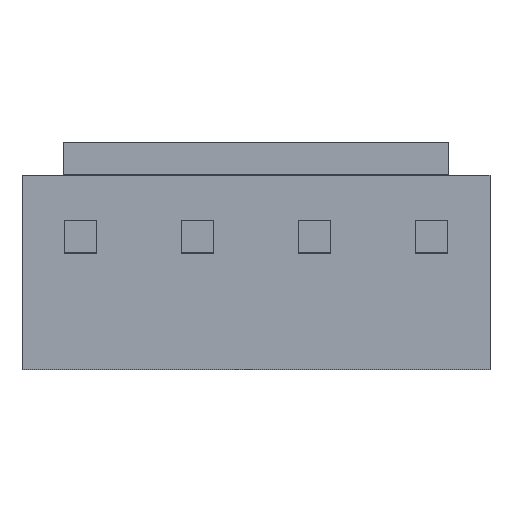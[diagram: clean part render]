
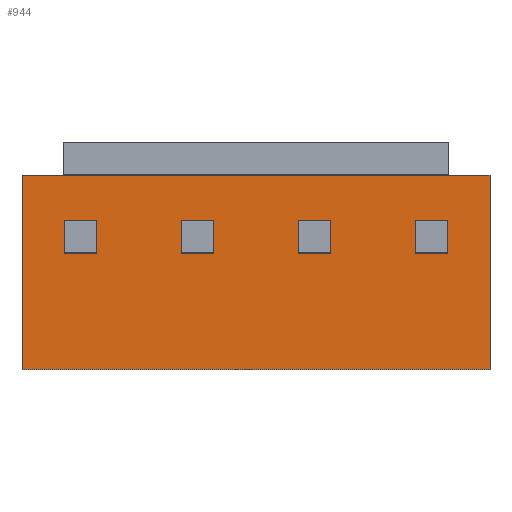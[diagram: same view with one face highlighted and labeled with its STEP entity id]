
A CAD part, top view. The second image highlights one B-rep face of the part: STEP entity #944.
In plain terms, the highlighted planar face has unit normal (0, 0, 1).
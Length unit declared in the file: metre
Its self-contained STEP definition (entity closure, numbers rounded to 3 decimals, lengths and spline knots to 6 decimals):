
#56=ORIENTED_EDGE('',*,*,#264,.F.);
#57=ORIENTED_EDGE('',*,*,#268,.F.);
#58=ORIENTED_EDGE('',*,*,#271,.T.);
#59=ORIENTED_EDGE('',*,*,#274,.T.);
#60=ORIENTED_EDGE('',*,*,#261,.F.);
#61=ORIENTED_EDGE('',*,*,#295,.F.);
#62=ORIENTED_EDGE('',*,*,#296,.F.);
#63=ORIENTED_EDGE('',*,*,#297,.T.);
#64=ORIENTED_EDGE('',*,*,#298,.T.);
#65=ORIENTED_EDGE('',*,*,#299,.F.);
#66=ORIENTED_EDGE('',*,*,#300,.F.);
#67=ORIENTED_EDGE('',*,*,#301,.F.);
#68=ORIENTED_EDGE('',*,*,#302,.T.);
#69=ORIENTED_EDGE('',*,*,#303,.T.);
#70=ORIENTED_EDGE('',*,*,#304,.F.);
#71=ORIENTED_EDGE('',*,*,#305,.T.);
#72=ORIENTED_EDGE('',*,*,#306,.T.);
#73=ORIENTED_EDGE('',*,*,#307,.F.);
#74=ORIENTED_EDGE('',*,*,#308,.F.);
#75=ORIENTED_EDGE('',*,*,#309,.T.);
#76=ORIENTED_EDGE('',*,*,#310,.T.);
#77=ORIENTED_EDGE('',*,*,#311,.F.);
#261=EDGE_CURVE('',#384,#386,#467,.T.);
#264=EDGE_CURVE('',#388,#389,#470,.T.);
#268=EDGE_CURVE('',#392,#388,#474,.T.);
#271=EDGE_CURVE('',#392,#394,#477,.T.);
#274=EDGE_CURVE('',#394,#386,#480,.T.);
#295=EDGE_CURVE('',#389,#384,#501,.T.);
#296=EDGE_CURVE('',#414,#415,#502,.T.);
#297=EDGE_CURVE('',#414,#416,#503,.T.);
#298=EDGE_CURVE('',#416,#417,#504,.T.);
#299=EDGE_CURVE('',#415,#417,#505,.T.);
#300=EDGE_CURVE('',#418,#419,#506,.T.);
#301=EDGE_CURVE('',#420,#418,#507,.T.);
#302=EDGE_CURVE('',#420,#421,#508,.T.);
#303=EDGE_CURVE('',#421,#419,#509,.T.);
#304=EDGE_CURVE('',#422,#423,#510,.T.);
#305=EDGE_CURVE('',#422,#424,#511,.T.);
#306=EDGE_CURVE('',#424,#425,#512,.T.);
#307=EDGE_CURVE('',#423,#425,#513,.T.);
#308=EDGE_CURVE('',#426,#427,#514,.T.);
#309=EDGE_CURVE('',#426,#428,#515,.T.);
#310=EDGE_CURVE('',#428,#429,#516,.T.);
#311=EDGE_CURVE('',#427,#429,#517,.T.);
#384=VERTEX_POINT('',#1602);
#386=VERTEX_POINT('',#1605);
#388=VERTEX_POINT('',#1611);
#389=VERTEX_POINT('',#1612);
#392=VERTEX_POINT('',#1620);
#394=VERTEX_POINT('',#1626);
#414=VERTEX_POINT('',#1674);
#415=VERTEX_POINT('',#1675);
#416=VERTEX_POINT('',#1677);
#417=VERTEX_POINT('',#1679);
#418=VERTEX_POINT('',#1682);
#419=VERTEX_POINT('',#1683);
#420=VERTEX_POINT('',#1685);
#421=VERTEX_POINT('',#1687);
#422=VERTEX_POINT('',#1690);
#423=VERTEX_POINT('',#1691);
#424=VERTEX_POINT('',#1693);
#425=VERTEX_POINT('',#1695);
#426=VERTEX_POINT('',#1698);
#427=VERTEX_POINT('',#1699);
#428=VERTEX_POINT('',#1701);
#429=VERTEX_POINT('',#1703);
#467=LINE('',#1604,#591);
#470=LINE('',#1610,#594);
#474=LINE('',#1619,#598);
#477=LINE('',#1625,#601);
#480=LINE('',#1631,#604);
#501=LINE('',#1672,#625);
#502=LINE('',#1673,#626);
#503=LINE('',#1676,#627);
#504=LINE('',#1678,#628);
#505=LINE('',#1680,#629);
#506=LINE('',#1681,#630);
#507=LINE('',#1684,#631);
#508=LINE('',#1686,#632);
#509=LINE('',#1688,#633);
#510=LINE('',#1689,#634);
#511=LINE('',#1692,#635);
#512=LINE('',#1694,#636);
#513=LINE('',#1696,#637);
#514=LINE('',#1697,#638);
#515=LINE('',#1700,#639);
#516=LINE('',#1702,#640);
#517=LINE('',#1704,#641);
#591=VECTOR('',#1374,1.);
#594=VECTOR('',#1379,1.);
#598=VECTOR('',#1385,1.);
#601=VECTOR('',#1390,1.);
#604=VECTOR('',#1395,1.);
#625=VECTOR('',#1420,1.);
#626=VECTOR('',#1421,1.);
#627=VECTOR('',#1422,1.);
#628=VECTOR('',#1423,1.);
#629=VECTOR('',#1424,1.);
#630=VECTOR('',#1425,1.);
#631=VECTOR('',#1426,1.);
#632=VECTOR('',#1427,1.);
#633=VECTOR('',#1428,1.);
#634=VECTOR('',#1429,1.);
#635=VECTOR('',#1430,1.);
#636=VECTOR('',#1431,1.);
#637=VECTOR('',#1432,1.);
#638=VECTOR('',#1433,1.);
#639=VECTOR('',#1434,1.);
#640=VECTOR('',#1435,1.);
#641=VECTOR('',#1436,1.);
#724=EDGE_LOOP('',(#56,#57,#58,#59,#60,#61));
#725=EDGE_LOOP('',(#62,#63,#64,#65));
#726=EDGE_LOOP('',(#66,#67,#68,#69));
#727=EDGE_LOOP('',(#70,#71,#72,#73));
#728=EDGE_LOOP('',(#74,#75,#76,#77));
#784=FACE_BOUND('',#724,.T.);
#785=FACE_BOUND('',#725,.T.);
#786=FACE_BOUND('',#726,.T.);
#787=FACE_BOUND('',#727,.T.);
#788=FACE_BOUND('',#728,.T.);
#840=PLANE('',#1323);
#944=ADVANCED_FACE('',(#784,#785,#786,#787,#788),#840,.T.);
#1323=AXIS2_PLACEMENT_3D('',#1671,#1418,#1419);
#1374=DIRECTION('',(1.,0.,0.));
#1379=DIRECTION('',(1.,0.,0.));
#1385=DIRECTION('',(0.,1.,0.));
#1390=DIRECTION('',(1.,0.,0.));
#1395=DIRECTION('',(0.,1.,0.));
#1418=DIRECTION('',(0.,0.,1.));
#1419=DIRECTION('',(1.,0.,0.));
#1420=DIRECTION('',(1.,0.,0.));
#1421=DIRECTION('',(0.,1.,0.));
#1422=DIRECTION('',(-1.,0.,0.));
#1423=DIRECTION('',(0.,1.,0.));
#1424=DIRECTION('',(-1.,0.,0.));
#1425=DIRECTION('',(-1.,0.,0.));
#1426=DIRECTION('',(0.,1.,0.));
#1427=DIRECTION('',(-1.,0.,0.));
#1428=DIRECTION('',(0.,1.,0.));
#1429=DIRECTION('',(1.,0.,0.));
#1430=DIRECTION('',(0.,1.,0.));
#1431=DIRECTION('',(1.,0.,0.));
#1432=DIRECTION('',(0.,1.,0.));
#1433=DIRECTION('',(1.,0.,0.));
#1434=DIRECTION('',(0.,1.,0.));
#1435=DIRECTION('',(1.,0.,0.));
#1436=DIRECTION('',(0.,1.,0.));
#1602=CARTESIAN_POINT('',(0.0145,0.0066,0.));
#1604=CARTESIAN_POINT('',(0.0152,0.0066,0.));
#1605=CARTESIAN_POINT('',(0.0159,0.0066,0.));
#1610=CARTESIAN_POINT('',(0.0152,0.0066,0.));
#1611=CARTESIAN_POINT('',(0.,0.0066,0.));
#1612=CARTESIAN_POINT('',(0.0014,0.0066,0.));
#1619=CARTESIAN_POINT('',(0.,0.0033,0.));
#1620=CARTESIAN_POINT('',(0.,0.,0.));
#1625=CARTESIAN_POINT('',(0.00795,0.,0.));
#1626=CARTESIAN_POINT('',(0.0159,0.,0.));
#1631=CARTESIAN_POINT('',(0.0159,0.0033,0.));
#1671=CARTESIAN_POINT('',(0.00795,0.00385,0.));
#1672=CARTESIAN_POINT('',(0.0152,0.0066,0.));
#1673=CARTESIAN_POINT('',(0.006505,0.0045,0.));
#1674=CARTESIAN_POINT('',(0.006505,0.00395,0.));
#1675=CARTESIAN_POINT('',(0.006505,0.00505,0.));
#1676=CARTESIAN_POINT('',(0.005955,0.00395,0.));
#1677=CARTESIAN_POINT('',(0.005405,0.00395,0.));
#1678=CARTESIAN_POINT('',(0.005405,0.0045,0.));
#1679=CARTESIAN_POINT('',(0.005405,0.00505,0.));
#1680=CARTESIAN_POINT('',(0.005955,0.00505,0.));
#1681=CARTESIAN_POINT('',(0.013905,0.00505,0.));
#1682=CARTESIAN_POINT('',(0.014455,0.00505,0.));
#1683=CARTESIAN_POINT('',(0.013355,0.00505,0.));
#1684=CARTESIAN_POINT('',(0.014455,0.0045,0.));
#1685=CARTESIAN_POINT('',(0.014455,0.00395,0.));
#1686=CARTESIAN_POINT('',(0.013905,0.00395,0.));
#1687=CARTESIAN_POINT('',(0.013355,0.00395,0.));
#1688=CARTESIAN_POINT('',(0.013355,0.0045,0.));
#1689=CARTESIAN_POINT('',(0.009945,0.00395,0.));
#1690=CARTESIAN_POINT('',(0.009395,0.00395,0.));
#1691=CARTESIAN_POINT('',(0.010495,0.00395,0.));
#1692=CARTESIAN_POINT('',(0.009395,0.0045,0.));
#1693=CARTESIAN_POINT('',(0.009395,0.00505,0.));
#1694=CARTESIAN_POINT('',(0.009945,0.00505,0.));
#1695=CARTESIAN_POINT('',(0.010495,0.00505,0.));
#1696=CARTESIAN_POINT('',(0.010495,0.0045,0.));
#1697=CARTESIAN_POINT('',(0.001995,0.00395,0.));
#1698=CARTESIAN_POINT('',(0.001445,0.00395,0.));
#1699=CARTESIAN_POINT('',(0.002545,0.00395,0.));
#1700=CARTESIAN_POINT('',(0.001445,0.0045,0.));
#1701=CARTESIAN_POINT('',(0.001445,0.00505,0.));
#1702=CARTESIAN_POINT('',(0.001995,0.00505,0.));
#1703=CARTESIAN_POINT('',(0.002545,0.00505,0.));
#1704=CARTESIAN_POINT('',(0.002545,0.0045,0.));
